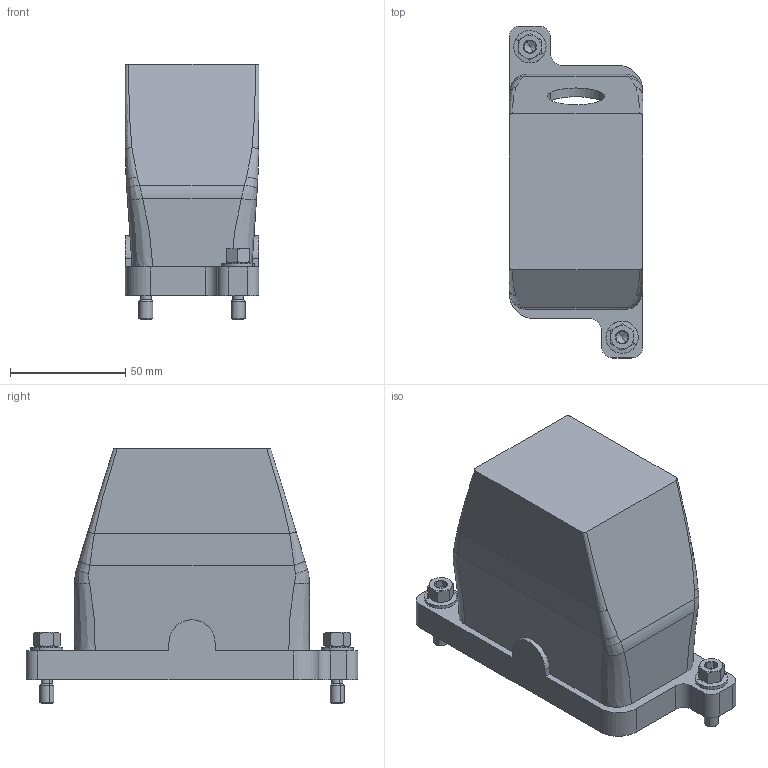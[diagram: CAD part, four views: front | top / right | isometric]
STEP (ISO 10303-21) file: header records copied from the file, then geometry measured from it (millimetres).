
FILE_DESCRIPTION(('CATIA V5 STEP Exchange','CAx-IF Rec.Pracs.--- Model Styling and Organization---1.4--- 2014-01-23'),'2;1');
FILE_NAME ('005919-3_1', '2019-07-25T13:50:53+00:00', ('none'), ('Weidmueller'), 'CATIA Version 5-6 Release 2016 SP3 HF44', 'CATIA V5 STEP AP214', 'none');
FILE_SCHEMA(('AUTOMOTIVE_DESIGN { 1 0 10303 214 1 1 1 1 }'));
Length unit declared in the file: millimetre
Products named in the file (1): 1082650000
Bounding box: 58 x 144 x 111 mm (x, y, z)
Volume: 181507.1 mm3; surface area: 77689.7 mm2
Topology: 3 solids, 3 shells, 342 faces, 820 edges, 494 vertices
Faces by surface type: cone 118, plane 104, cylinder 76, bspline 20, sphere 20, torus 4
Entity records: 12275 total; most frequent: CARTESIAN_POINT 5271, ORIENTED_EDGE 1616, DIRECTION 1071, EDGE_CURVE 808, VERTEX_POINT 494, AXIS2_PLACEMENT_3D 467, EDGE_LOOP 370, VECTOR 356
